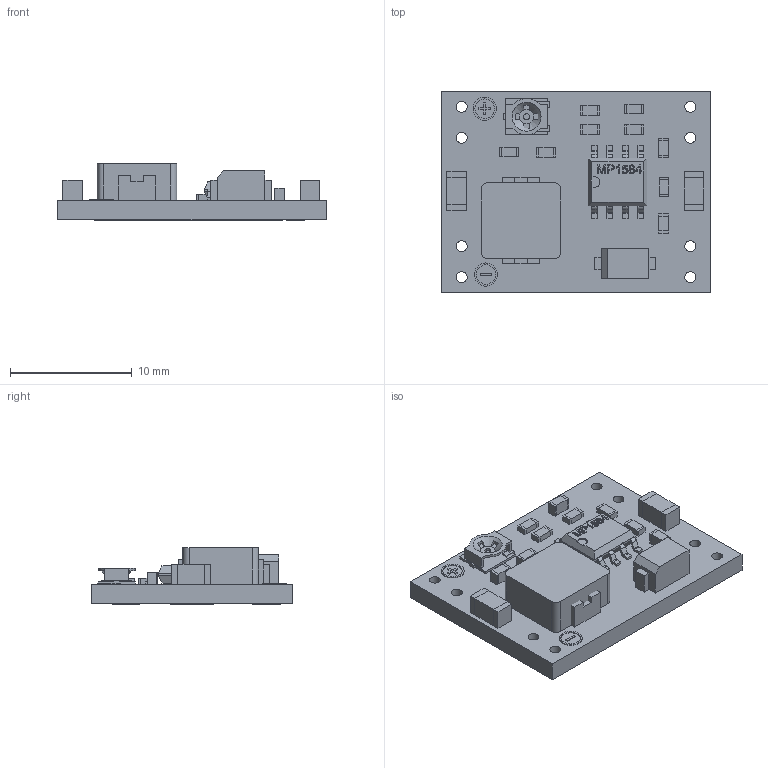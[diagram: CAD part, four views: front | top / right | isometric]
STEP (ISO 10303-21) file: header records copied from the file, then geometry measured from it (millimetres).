
FILE_DESCRIPTION((''),'2;1');
FILE_NAME('Open CASCADE Shape Model','2022-07-08T06:55:34',(''),(''), 'Open CASCADE STEP processor 7.6', 'Autodesk Translator Framework v2.0.0.5431','Unknown');
FILE_SCHEMA(('AP242_MANAGED_MODEL_BASED_3D_ENGINEERING_MIM_LF. {1 0 10303 442 1 1 4 }'));
Length unit declared in the file: millimetre
Products named in the file (75): Buck-Converter MP1584EN; SOLID
Assembly tree (74 placements, depth 2):
  Buck-Converter MP1584EN
    SOLID
    SOLID
    SOLID
    SOLID
    SOLID
    SOLID
    SOLID
    SOLID
    SOLID
    SOLID
    SOLID
    SOLID
    SOLID
    SOLID
    SOLID
    SOLID
    SOLID
    SOLID
    SOLID
    SOLID
    SOLID
    SOLID
    SOLID
    SOLID
    SOLID
    SOLID
    SOLID
    SOLID
    SOLID
    SOLID
    SOLID
    SOLID
    SOLID
    SOLID
    SOLID
    SOLID
    SOLID
    SOLID
    SOLID
    SOLID
    SOLID
    SOLID
    SOLID
    SOLID
    SOLID
    SOLID
    SOLID
    SOLID
    SOLID
    SOLID
    SOLID
    SOLID
    SOLID
    SOLID
    SOLID
    SOLID
    SOLID
    SOLID
    SOLID
Bounding box: 22 x 16.5 x 4.65 mm (x, y, z)
Volume: 815.2 mm3; surface area: 1550.5 mm2
Topology: 74 solids, 74 shells, 760 faces, 1837 edges, 1219 vertices
Faces by surface type: plane 570, bspline 127, cylinder 61, cone 2
Full cylindrical faces by diameter (mm): 0.5 x1, 0.9 x8, 1.6 x2, 1.9 x2, 2.5 x1
Entity records: 25597 total; most frequent: CARTESIAN_POINT 6204, ORIENTED_EDGE 3674, DIRECTION 3084, EDGE_CURVE 1837, LINE 1414, VECTOR 1414, VERTEX_POINT 1219, AXIS2_PLACEMENT_3D 835
